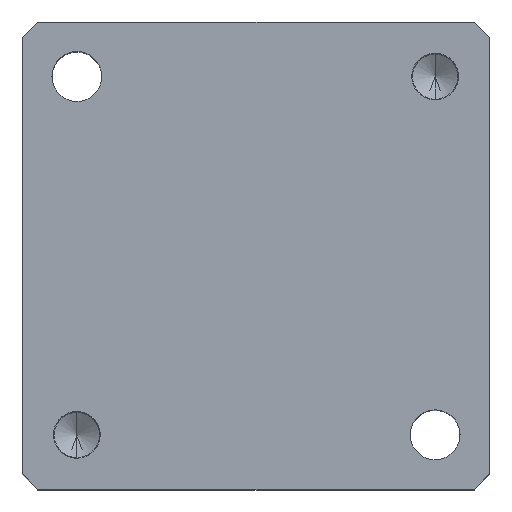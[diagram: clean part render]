
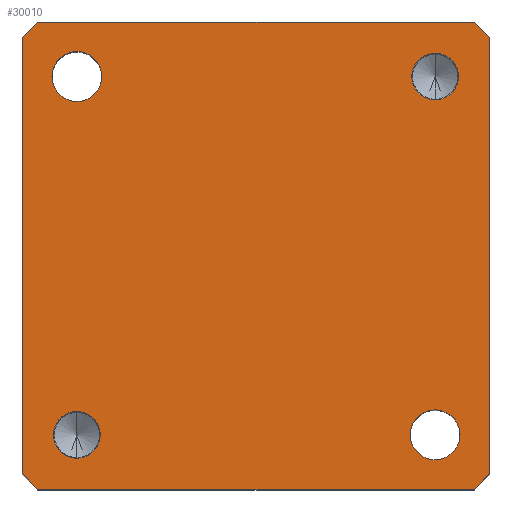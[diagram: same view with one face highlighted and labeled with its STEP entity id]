
A CAD part, top view. The second image highlights one B-rep face of the part: STEP entity #30010.
In plain terms, the highlighted planar face has unit normal (0, 0, 1).
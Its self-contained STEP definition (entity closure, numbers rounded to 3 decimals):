
#28700=CARTESIAN_POINT('',(0.,0.,50.));
#28710=DIRECTION('',(0.,0.,1.));
#28720=DIRECTION('',(1.,0.,0.));
#28730=AXIS2_PLACEMENT_3D('',#28700,#28710,#28720);
#28740=PLANE('',#28730);
#28750=CARTESIAN_POINT('',(23.,-23.,50.));
#28760=DIRECTION('',(0.,0.,1.));
#28770=DIRECTION('',(1.,0.,0.));
#28780=AXIS2_PLACEMENT_3D('',#28750,#28760,#28770);
#28790=CIRCLE('',#28780,3.);
#28800=CARTESIAN_POINT('',(26.,-23.,50.));
#28810=VERTEX_POINT('',#28800);
#28820=CARTESIAN_POINT('',(20.,-23.,50.));
#28830=VERTEX_POINT('',#28820);
#28840=EDGE_CURVE('',#28810,#28830,#28790,.T.);
#28850=ORIENTED_EDGE('',*,*,#28840,.F.);
#28860=EDGE_CURVE('',#28830,#28810,#28790,.T.);
#28870=ORIENTED_EDGE('',*,*,#28860,.F.);
#28880=EDGE_LOOP('',(#28870,#28850));
#28890=FACE_BOUND('',#28880,.T.);
#28900=CARTESIAN_POINT('',(-23.,-23.,50.));
#28910=DIRECTION('',(0.,0.,-1.));
#28920=DIRECTION('',(-1.,0.,0.));
#28930=AXIS2_PLACEMENT_3D('',#28900,#28910,#28920);
#28940=CIRCLE('',#28930,3.2);
#28950=CARTESIAN_POINT('',(-26.2,-23.,50.));
#28960=VERTEX_POINT('',#28950);
#28970=CARTESIAN_POINT('',(-19.8,-23.,50.));
#28980=VERTEX_POINT('',#28970);
#28990=EDGE_CURVE('',#28960,#28980,#28940,.T.);
#29000=ORIENTED_EDGE('',*,*,#28990,.T.);
#29010=EDGE_CURVE('',#28980,#28960,#28940,.T.);
#29020=ORIENTED_EDGE('',*,*,#29010,.T.);
#29030=EDGE_LOOP('',(#29020,#29000));
#29040=FACE_BOUND('',#29030,.T.);
#29050=CARTESIAN_POINT('',(23.,23.,50.));
#29060=DIRECTION('',(0.,0.,-1.));
#29070=DIRECTION('',(-1.,0.,0.));
#29080=AXIS2_PLACEMENT_3D('',#29050,#29060,#29070);
#29090=CIRCLE('',#29080,3.2);
#29100=CARTESIAN_POINT('',(19.8,23.,50.));
#29110=VERTEX_POINT('',#29100);
#29120=CARTESIAN_POINT('',(26.2,23.,50.));
#29130=VERTEX_POINT('',#29120);
#29140=EDGE_CURVE('',#29110,#29130,#29090,.T.);
#29150=ORIENTED_EDGE('',*,*,#29140,.T.);
#29160=EDGE_CURVE('',#29130,#29110,#29090,.T.);
#29170=ORIENTED_EDGE('',*,*,#29160,.T.);
#29180=EDGE_LOOP('',(#29170,#29150));
#29190=FACE_BOUND('',#29180,.T.);
#29200=CARTESIAN_POINT('',(-23.,23.,50.));
#29210=DIRECTION('',(0.,0.,1.));
#29220=DIRECTION('',(1.,0.,0.));
#29230=AXIS2_PLACEMENT_3D('',#29200,#29210,#29220);
#29240=CIRCLE('',#29230,3.);
#29250=CARTESIAN_POINT('',(-20.,23.,50.));
#29260=VERTEX_POINT('',#29250);
#29270=CARTESIAN_POINT('',(-26.,23.,50.));
#29280=VERTEX_POINT('',#29270);
#29290=EDGE_CURVE('',#29260,#29280,#29240,.T.);
#29300=ORIENTED_EDGE('',*,*,#29290,.F.);
#29310=EDGE_CURVE('',#29280,#29260,#29240,.T.);
#29320=ORIENTED_EDGE('',*,*,#29310,.F.);
#29330=EDGE_LOOP('',(#29320,#29300));
#29340=FACE_BOUND('',#29330,.T.);
#29350=CARTESIAN_POINT('',(-30.,-28.,50.));
#29360=DIRECTION('',(0.707,-0.707,0.));
#29370=VECTOR('',#29360,1.);
#29380=LINE('',#29350,#29370);
#29390=CARTESIAN_POINT('',(-30.,-28.,50.));
#29400=VERTEX_POINT('',#29390);
#29410=CARTESIAN_POINT('',(-28.,-30.,50.));
#29420=VERTEX_POINT('',#29410);
#29430=EDGE_CURVE('',#29400,#29420,#29380,.T.);
#29440=ORIENTED_EDGE('',*,*,#29430,.T.);
#29450=CARTESIAN_POINT('',(-30.,-28.,50.));
#29460=DIRECTION('',(0.,1.,0.));
#29470=VECTOR('',#29460,1.);
#29480=LINE('',#29450,#29470);
#29490=CARTESIAN_POINT('',(-30.,28.,50.));
#29500=VERTEX_POINT('',#29490);
#29510=EDGE_CURVE('',#29400,#29500,#29480,.T.);
#29520=ORIENTED_EDGE('',*,*,#29510,.F.);
#29530=CARTESIAN_POINT('',(-28.,30.,50.));
#29540=DIRECTION('',(-0.707,-0.707,0.));
#29550=VECTOR('',#29540,1.);
#29560=LINE('',#29530,#29550);
#29570=CARTESIAN_POINT('',(-28.,30.,50.));
#29580=VERTEX_POINT('',#29570);
#29590=EDGE_CURVE('',#29580,#29500,#29560,.T.);
#29600=ORIENTED_EDGE('',*,*,#29590,.T.);
#29610=CARTESIAN_POINT('',(-28.,30.,50.));
#29620=DIRECTION('',(1.,0.,0.));
#29630=VECTOR('',#29620,1.);
#29640=LINE('',#29610,#29630);
#29650=CARTESIAN_POINT('',(28.,30.,50.));
#29660=VERTEX_POINT('',#29650);
#29670=EDGE_CURVE('',#29580,#29660,#29640,.T.);
#29680=ORIENTED_EDGE('',*,*,#29670,.F.);
#29690=CARTESIAN_POINT('',(30.,28.,50.));
#29700=DIRECTION('',(-0.707,0.707,0.));
#29710=VECTOR('',#29700,1.);
#29720=LINE('',#29690,#29710);
#29730=CARTESIAN_POINT('',(30.,28.,50.));
#29740=VERTEX_POINT('',#29730);
#29750=EDGE_CURVE('',#29740,#29660,#29720,.T.);
#29760=ORIENTED_EDGE('',*,*,#29750,.T.);
#29770=CARTESIAN_POINT('',(30.,28.,50.));
#29780=DIRECTION('',(0.,-1.,0.));
#29790=VECTOR('',#29780,1.);
#29800=LINE('',#29770,#29790);
#29810=CARTESIAN_POINT('',(30.,-28.,50.));
#29820=VERTEX_POINT('',#29810);
#29830=EDGE_CURVE('',#29740,#29820,#29800,.T.);
#29840=ORIENTED_EDGE('',*,*,#29830,.F.);
#29850=CARTESIAN_POINT('',(28.,-30.,50.));
#29860=DIRECTION('',(0.707,0.707,0.));
#29870=VECTOR('',#29860,1.);
#29880=LINE('',#29850,#29870);
#29890=CARTESIAN_POINT('',(28.,-30.,50.));
#29900=VERTEX_POINT('',#29890);
#29910=EDGE_CURVE('',#29900,#29820,#29880,.T.);
#29920=ORIENTED_EDGE('',*,*,#29910,.T.);
#29930=CARTESIAN_POINT('',(28.,-30.,50.));
#29940=DIRECTION('',(-1.,0.,0.));
#29950=VECTOR('',#29940,1.);
#29960=LINE('',#29930,#29950);
#29970=EDGE_CURVE('',#29900,#29420,#29960,.T.);
#29980=ORIENTED_EDGE('',*,*,#29970,.F.);
#29990=EDGE_LOOP('',(#29980,#29920,#29840,#29760,#29680,#29600,#29520,
#29440));
#30000=FACE_OUTER_BOUND('',#29990,.T.);
#30010=ADVANCED_FACE('',(#28890,#29040,#29190,#29340,#30000),#28740,.T.)
;
